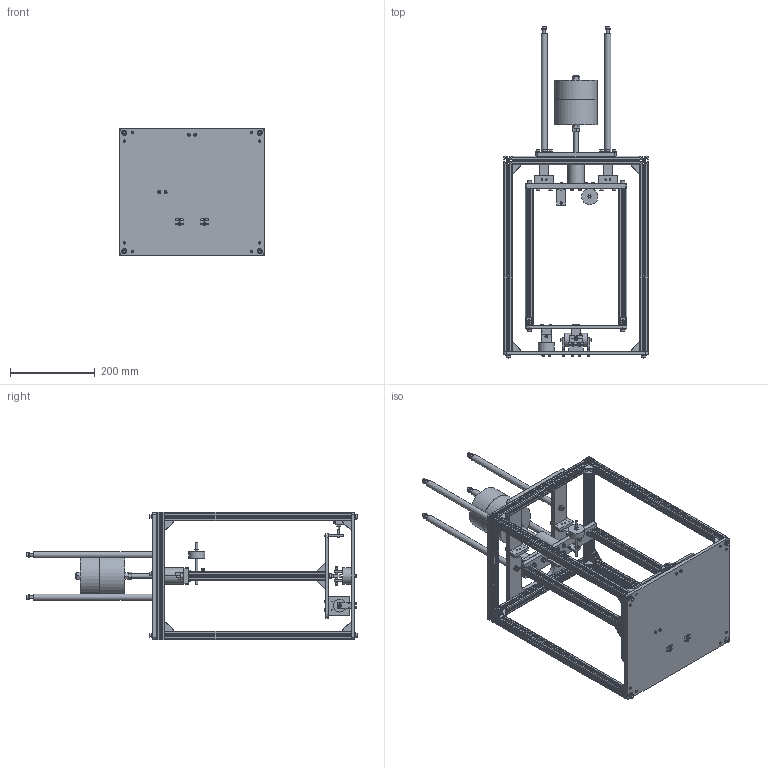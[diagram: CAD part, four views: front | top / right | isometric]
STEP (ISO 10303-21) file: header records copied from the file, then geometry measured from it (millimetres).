
FILE_DESCRIPTION((' '),'2;1');
FILE_NAME( 'Thrust_Balance.stp', '2025-04-09T00:49:58', (' '), ('--- ---'), ' V2025.1 Dec 16 2024', ' 2025 (c)', ' ');
FILE_SCHEMA(('AP242_MANAGED_MODEL_BASED_3D_ENGINEERING_MIM_LF { 1 0 10303 442 1 1 4 }'));
Length unit declared in the file: millimetre
Products named in the file (53): Washer_M3_ISO-7089-1; Nut_M3_ISO-4032-1; TB_Electromagnet_Plate-1; TB_Electromagnet-1; LVDT_Body_Clamp_Attach-1; TB_Pdlm_Bumper-1; LVDT_Body_Clamp-1; LVDT_Body-1; TB_Base_Plate-1; CHC_M3x14-1; CHC_M6x20-1; Washer_M6_ISO-7089-1; Washer_M4_ISO-7089-1; CHC_M3x16-1; CHC_M4x12-1; TB_Base-1; Porca Martelo Canal 6 - M5-1; TB_Stand_Hanging_Rods-1; profile_W20_L440-1; TB_Top_Beam-1; profile_W20_L300-1; Washer_M5_ISO-7089-1; CHC_M5x16-1; Pin_D3x10_M6-1; Bracket_Kit-1; Spring_Clamp-1; Spring_attachement-1; TB_Stand-1; CHC_M2x10-1; Washer_M2_ISO-7089-1; Nut_M10_ISO-4032-1; Nut_M5_ISO-4032-1; CHC_M4x16-1; TB_Calib_Pos_V2-1; TB_Horiz_Counterweight-1; TB_Calib_Plate-1; TB_Counterweight_2-1; TB_Copper_Brake-1; TB_Counterweight_Arm-1; TB_1-72_Rod-1 ...
Assembly tree (216 placements, depth 3):
  Compo-1
    TB_Base-1
      Washer_M3_ISO-7089-1  x11
      Nut_M3_ISO-4032-1  x2
      TB_Electromagnet_Plate-1  x2
      TB_Electromagnet-1  x2
      LVDT_Body_Clamp_Attach-1
      TB_Pdlm_Bumper-1
      LVDT_Body_Clamp-1
      LVDT_Body-1
      TB_Base_Plate-1
      CHC_M3x14-1  x11
      CHC_M6x20-1  x4
      Washer_M6_ISO-7089-1  x4
      Washer_M4_ISO-7089-1  x2
      CHC_M3x16-1  x2
      CHC_M4x12-1  x2
    TB_Stand-1
      Porca Martelo Canal 6 - M5-1  x4
      TB_Stand_Hanging_Rods-1  x4
      profile_W20_L440-1  x4
      TB_Top_Beam-1
      profile_W20_L300-1  x4
      Washer_M5_ISO-7089-1  x8
      CHC_M5x16-1  x8
      Pin_D3x10_M6-1  x8
      CHC_M6x20-1  x8
      Washer_M6_ISO-7089-1  x8
      CHC_M4x12-1  x4
      Bracket_Kit-1  x16
      Spring_Clamp-1  x2
      Spring_attachement-1  x2
    TB_Pendulum-1
      CHC_M2x10-1  x4
      Washer_M2_ISO-7089-1  x3
      Washer_M5_ISO-7089-1  x4
      CHC_M5x16-1  x4
      Pin_D3x10_M6-1  x10
      Nut_M10_ISO-4032-1  x3
      CHC_M3x14-1  x4
      Nut_M5_ISO-4032-1  x2
      CHC_M6x20-1  x4
      Washer_M6_ISO-7089-1  x4
      Washer_M4_ISO-7089-1  x4
      CHC_M4x16-1  x4
      CHC_M3x16-1  x3
      CHC_M4x12-1  x4
      TB_Calib_Pos_V2-1
      Bracket_Kit-1  x4
      TB_Horiz_Counterweight-1
      TB_Calib_Plate-1
      TB_Counterweight_2-1
      TB_Copper_Brake-1
      TB_Counterweight_Arm-1
      TB_1-72_Rod-1
      LVDT_Core-1
      TB_LVDT_Core_Plate-1
      TB_M5_Rod-1
      TB_Horiz_Balance-1
      TB_Pdlm_Stop-1
Bounding box: 340 x 783.2 x 300 mm (x, y, z)
Volume: 3469157 mm3; surface area: 1334653.9 mm2
Topology: 213 solids, 213 shells, 3189 faces, 7557 edges, 4930 vertices
Faces by surface type: plane 1806, cylinder 1142, cone 171, torus 70
Full cylindrical faces by diameter (mm): 1.511 x1, 1.6 x4, 1.854 x1, 2 x4, 2.2 x3, 2.4 x2, 2.5 x21, 2.6 x1, 2.74 x1, 3 x62, 3.18 x1, 3.2 x12, 3.3 x14, 3.4 x106, 3.8 x4, 4 x22, 4.2 x18, 4.3 x16, 4.5 x22, 5 x31, 5.3 x12, 5.5 x44, 6 x16, 6.4 x16, 6.6 x8, 7 x25, 8.5 x13, 9 x6, 9.52 x1, 10 x32
Entity records: 28567 total; most frequent: DIRECTION 5081, CARTESIAN_POINT 4528, ORIENTED_EDGE 3772, AXIS2_PLACEMENT_3D 2030, EDGE_CURVE 1886, EDGE_LOOP 1637, VERTEX_POINT 1477, VECTOR 1021
